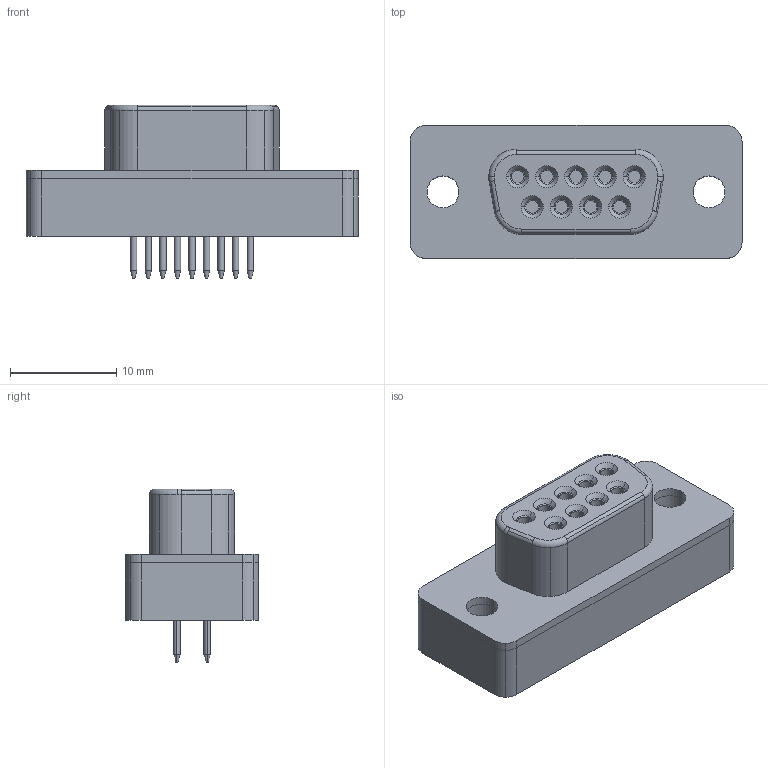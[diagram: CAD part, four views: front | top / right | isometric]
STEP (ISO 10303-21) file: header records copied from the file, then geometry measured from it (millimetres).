
FILE_DESCRIPTION((''),'2;1');
FILE_NAME('HARTING_09 66 111 7501.stp','2009-08-10T10:56:05',(''),(''),'Mechanical Desktop 2006','Mechanical Desktop 2006',', , ');
FILE_SCHEMA(('AUTOMOTIVE_DESIGN { 1 2 10303 214 0 1 1 1 }'));
Length unit declared in the file: millimetre
Products named in the file (1): Product
Bounding box: 31.2 x 12.5 x 16.33 mm (x, y, z)
Volume: 3005.4 mm3; surface area: 3854.7 mm2
Topology: 22 solids, 22 shells, 242 faces, 542 edges, 340 vertices
Faces by surface type: cylinder 128, plane 54, cone 36, torus 24
Entity records: 6921 total; most frequent: DIRECTION 1344, CARTESIAN_POINT 1119, ORIENTED_EDGE 1072, AXIS2_PLACEMENT_3D 559, EDGE_CURVE 536, VERTEX_POINT 328, CIRCLE 316, EDGE_LOOP 278
